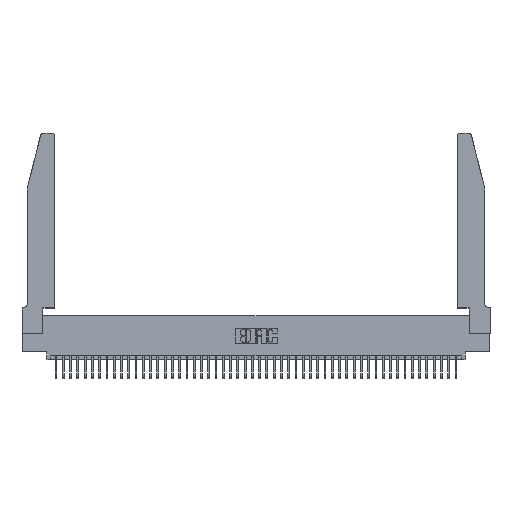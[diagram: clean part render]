
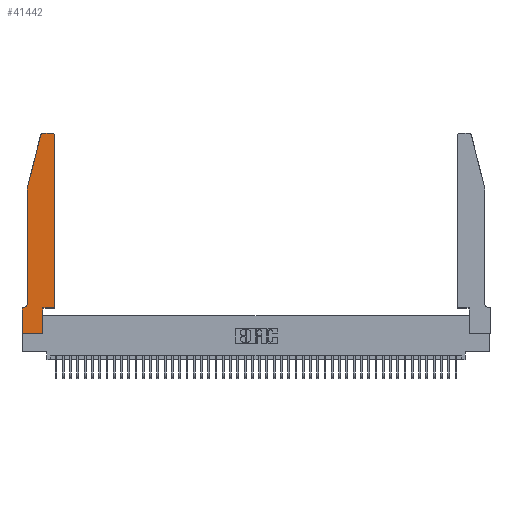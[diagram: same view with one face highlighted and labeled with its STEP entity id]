
A CAD part, top view. The second image highlights one B-rep face of the part: STEP entity #41442.
In plain terms, the highlighted planar face has unit normal (0, 0, 1).
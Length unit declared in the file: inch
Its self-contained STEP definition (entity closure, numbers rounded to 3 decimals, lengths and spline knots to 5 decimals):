
#298 = AXIS2_PLACEMENT_3D ( 'NONE', #29989, #9063, #33459 ) ;
#582 = CARTESIAN_POINT ( 'NONE',  ( 0.284, 2.75, 0.37 ) ) ;
#691 = VERTEX_POINT ( 'NONE', #35297 ) ;
#1170 = EDGE_CURVE ( 'NONE', #31988, #15270, #42490, .T. ) ;
#1204 = DIRECTION ( 'NONE',  ( 1., 0., 0. ) ) ;
#1865 = CIRCLE ( 'NONE', #42263, 0.03 ) ;
#2336 = DIRECTION ( 'NONE',  ( 1., 0., 0. ) ) ;
#2380 = CARTESIAN_POINT ( 'NONE',  ( 0.4505, 0.35, 0.37 ) ) ;
#2462 = CARTESIAN_POINT ( 'NONE',  ( 0.0055, 0.35, 0.37 ) ) ;
#2716 = DIRECTION ( 'NONE',  ( -1., 0., 0. ) ) ;
#3758 = EDGE_CURVE ( 'NONE', #11524, #31988, #1865, .T. ) ;
#3790 = CARTESIAN_POINT ( 'NONE',  ( 0.2865, 0., 0.37 ) ) ;
#4176 = VECTOR ( 'NONE', #20997, 39.37008 ) ;
#4182 = CARTESIAN_POINT ( 'NONE',  ( 0.0755, 2., 0.37 ) ) ;
#4213 = EDGE_CURVE ( 'NONE', #22396, #16715, #12337, .T. ) ;
#5276 = LINE ( 'NONE', #34845, #4176 ) ;
#5541 = CARTESIAN_POINT ( 'NONE',  ( 0., 0.35, 0.37 ) ) ;
#6477 = ORIENTED_EDGE ( 'NONE', *, *, #41293, .T. ) ;
#6801 = CARTESIAN_POINT ( 'NONE',  ( 0.4505, 2.72, 0.37 ) ) ;
#7346 = ORIENTED_EDGE ( 'NONE', *, *, #4213, .T. ) ;
#7505 = CIRCLE ( 'NONE', #298, 0.07 ) ;
#7579 = VERTEX_POINT ( 'NONE', #3790 ) ;
#7881 = CARTESIAN_POINT ( 'NONE',  ( 0.2865, 0.35, 0.37 ) ) ;
#8439 = DIRECTION ( 'NONE',  ( 0., 1., 0. ) ) ;
#8845 = DIRECTION ( 'NONE',  ( 0., 0., 1. ) ) ;
#9063 = DIRECTION ( 'NONE',  ( 0., 0., -1. ) ) ;
#9705 = VERTEX_POINT ( 'NONE', #7881 ) ;
#10463 = EDGE_CURVE ( 'NONE', #7579, #9705, #35447, .T. ) ;
#10709 = AXIS2_PLACEMENT_3D ( 'NONE', #5541, #16104, #40446 ) ;
#11524 = VERTEX_POINT ( 'NONE', #6801 ) ;
#12337 = LINE ( 'NONE', #32917, #29820 ) ;
#12477 = PLANE ( 'NONE',  #10709 ) ;
#13886 = EDGE_CURVE ( 'NONE', #34423, #11524, #5276, .T. ) ;
#14721 = VECTOR ( 'NONE', #2716, 39.37008 ) ;
#15270 = VERTEX_POINT ( 'NONE', #582 ) ;
#16104 = DIRECTION ( 'NONE',  ( 0., 0., 1. ) ) ;
#16368 = ORIENTED_EDGE ( 'NONE', *, *, #3758, .T. ) ;
#16715 = VERTEX_POINT ( 'NONE', #29914 ) ;
#16819 = VECTOR ( 'NONE', #41195, 39.37008 ) ;
#17451 = VERTEX_POINT ( 'NONE', #4182 ) ;
#18089 = ORIENTED_EDGE ( 'NONE', *, *, #22192, .T. ) ;
#18736 = DIRECTION ( 'NONE',  ( 0., -1., 0. ) ) ;
#19093 = VERTEX_POINT ( 'NONE', #2462 ) ;
#19166 = EDGE_CURVE ( 'NONE', #17451, #27943, #42683, .T. ) ;
#19469 = LINE ( 'NONE', #22247, #21668 ) ;
#19773 = VECTOR ( 'NONE', #28106, 39.37008 ) ;
#20450 = CARTESIAN_POINT ( 'NONE',  ( 0.0755, 2., 0.37 ) ) ;
#20995 = EDGE_CURVE ( 'NONE', #15270, #691, #39249, .T. ) ;
#20997 = DIRECTION ( 'NONE',  ( 0., 1., 0. ) ) ;
#21070 = CARTESIAN_POINT ( 'NONE',  ( 0., 0., 0.37 ) ) ;
#21668 = VECTOR ( 'NONE', #1204, 39.37008 ) ;
#22192 = EDGE_CURVE ( 'NONE', #27943, #19093, #7505, .T. ) ;
#22247 = CARTESIAN_POINT ( 'NONE',  ( 0.4505, 0.35, 0.37 ) ) ;
#22379 = VECTOR ( 'NONE', #43696, 39.37008 ) ;
#22396 = VERTEX_POINT ( 'NONE', #37811 ) ;
#22826 = ORIENTED_EDGE ( 'NONE', *, *, #20995, .T. ) ;
#23388 = DIRECTION ( 'NONE',  ( 0., 0., 1. ) ) ;
#23728 = CARTESIAN_POINT ( 'NONE',  ( 0.2605, 2.75, 0.37 ) ) ;
#23954 = DIRECTION ( 'NONE',  ( 0., -1., 0. ) ) ;
#24545 = LINE ( 'NONE', #26393, #22379 ) ;
#24959 = AXIS2_PLACEMENT_3D ( 'NONE', #29767, #8845, #33246 ) ;
#25957 = CARTESIAN_POINT ( 'NONE',  ( 0.0755, 0.42, 0.37 ) ) ;
#26393 = CARTESIAN_POINT ( 'NONE',  ( 0.0755, 2., 0.37 ) ) ;
#27325 = VECTOR ( 'NONE', #8439, 39.37008 ) ;
#27411 = CARTESIAN_POINT ( 'NONE',  ( 0.0755, 0.35, 0.37 ) ) ;
#27943 = VERTEX_POINT ( 'NONE', #25957 ) ;
#28106 = DIRECTION ( 'NONE',  ( 1., 0., 0. ) ) ;
#29174 = ORIENTED_EDGE ( 'NONE', *, *, #37550, .T. ) ;
#29380 = CARTESIAN_POINT ( 'NONE',  ( 0.2865, 0.35, 0.37 ) ) ;
#29767 = CARTESIAN_POINT ( 'NONE',  ( 0.284, 2.72, 0.37 ) ) ;
#29820 = VECTOR ( 'NONE', #18736, 39.37008 ) ;
#29914 = CARTESIAN_POINT ( 'NONE',  ( 0., 0., 0.37 ) ) ;
#29989 = CARTESIAN_POINT ( 'NONE',  ( 0.0055, 0.42, 0.37 ) ) ;
#30095 = ORIENTED_EDGE ( 'NONE', *, *, #32004, .T. ) ;
#31988 = VERTEX_POINT ( 'NONE', #41055 ) ;
#32004 = EDGE_CURVE ( 'NONE', #19093, #22396, #43480, .T. ) ;
#32917 = CARTESIAN_POINT ( 'NONE',  ( 0., 0., 0.37 ) ) ;
#33246 = DIRECTION ( 'NONE',  ( 1., 0., 0. ) ) ;
#33459 = DIRECTION ( 'NONE',  ( -1., 0., 0. ) ) ;
#34423 = VERTEX_POINT ( 'NONE', #2380 ) ;
#34555 = ORIENTED_EDGE ( 'NONE', *, *, #10463, .T. ) ;
#34637 = ORIENTED_EDGE ( 'NONE', *, *, #39685, .T. ) ;
#34845 = CARTESIAN_POINT ( 'NONE',  ( 0.4505, 0.35, 0.37 ) ) ;
#35293 = ORIENTED_EDGE ( 'NONE', *, *, #1170, .T. ) ;
#35297 = CARTESIAN_POINT ( 'NONE',  ( 0.25487, 2.72718, 0.37 ) ) ;
#35447 = LINE ( 'NONE', #29380, #27325 ) ;
#37550 = EDGE_CURVE ( 'NONE', #16715, #7579, #39351, .T. ) ;
#37811 = CARTESIAN_POINT ( 'NONE',  ( 0., 0.35, 0.37 ) ) ;
#38868 = ORIENTED_EDGE ( 'NONE', *, *, #13886, .T. ) ;
#39249 = CIRCLE ( 'NONE', #24959, 0.03 ) ;
#39351 = LINE ( 'NONE', #21070, #19773 ) ;
#39685 = EDGE_CURVE ( 'NONE', #691, #17451, #24545, .T. ) ;
#40446 = DIRECTION ( 'NONE',  ( 1., 0., 0. ) ) ;
#40499 = VECTOR ( 'NONE', #23954, 39.37008 ) ;
#41055 = CARTESIAN_POINT ( 'NONE',  ( 0.4205, 2.75, 0.37 ) ) ;
#41195 = DIRECTION ( 'NONE',  ( -1., 0., 0. ) ) ;
#41293 = EDGE_CURVE ( 'NONE', #9705, #34423, #19469, .T. ) ;
#41442 = ADVANCED_FACE ( 'NONE', ( #41748 ), #12477, .T. ) ;
#41748 = FACE_OUTER_BOUND ( 'NONE', #43457, .T. ) ;
#42263 = AXIS2_PLACEMENT_3D ( 'NONE', #44181, #23388, #2336 ) ;
#42490 = LINE ( 'NONE', #23728, #14721 ) ;
#42683 = LINE ( 'NONE', #20450, #40499 ) ;
#43457 = EDGE_LOOP ( 'NONE', ( #35293, #22826, #34637, #44168, #18089, #30095, #7346, #29174, #34555, #6477, #38868, #16368 ) ) ;
#43480 = LINE ( 'NONE', #27411, #16819 ) ;
#43696 = DIRECTION ( 'NONE',  ( -0.239, -0.971, 0. ) ) ;
#44168 = ORIENTED_EDGE ( 'NONE', *, *, #19166, .T. ) ;
#44181 = CARTESIAN_POINT ( 'NONE',  ( 0.4205, 2.72, 0.37 ) ) ;
